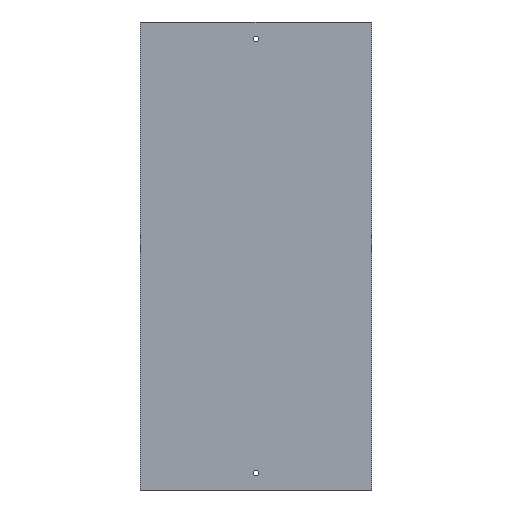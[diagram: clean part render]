
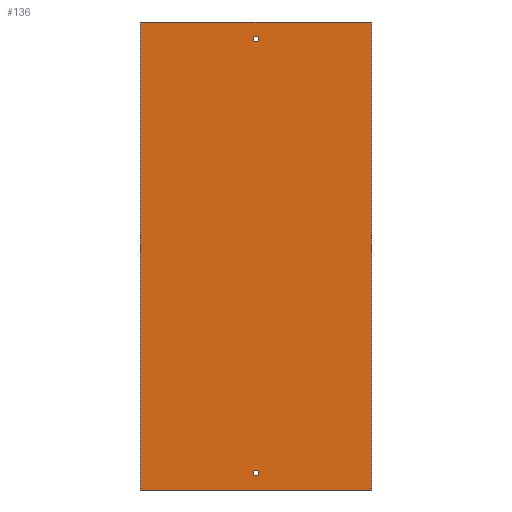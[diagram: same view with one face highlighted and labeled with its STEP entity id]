
A CAD part, front view. The second image highlights one B-rep face of the part: STEP entity #136.
In plain terms, the highlighted planar face has unit normal (0, -1, 0).
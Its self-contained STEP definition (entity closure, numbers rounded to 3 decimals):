
#2 = CARTESIAN_POINT ( 'NONE',  ( 0., 0., 17.5 ) ) ;
#3 = CARTESIAN_POINT ( 'NONE',  ( 0., 0., 397.5 ) ) ;
#7 = PLANE ( 'NONE',  #194 ) ;
#8 = CARTESIAN_POINT ( 'NONE',  ( -101., 0., 410. ) ) ;
#12 = CARTESIAN_POINT ( 'NONE',  ( 101., 0., 410. ) ) ;
#19 = CARTESIAN_POINT ( 'NONE',  ( 101., 0., 0. ) ) ;
#20 = CARTESIAN_POINT ( 'NONE',  ( -101., 0., 410. ) ) ;
#26 = CARTESIAN_POINT ( 'NONE',  ( -101., 0., 0. ) ) ;
#29 = DIRECTION ( 'NONE',  ( 0., 0., -1. ) ) ;
#30 = CARTESIAN_POINT ( 'NONE',  ( 101., 0., 410. ) ) ;
#35 = DIRECTION ( 'NONE',  ( 1., 0., 0. ) ) ;
#39 = DIRECTION ( 'NONE',  ( 1., 0., 0. ) ) ;
#40 = DIRECTION ( 'NONE',  ( 0., 0., 1. ) ) ;
#41 = DIRECTION ( 'NONE',  ( 0., 1., 0. ) ) ;
#42 = DIRECTION ( 'NONE',  ( 0., -1., 0. ) ) ;
#44 = CARTESIAN_POINT ( 'NONE',  ( 0., 0., 15. ) ) ;
#45 = DIRECTION ( 'NONE',  ( 0., 0., 1. ) ) ;
#46 = DIRECTION ( 'NONE',  ( 0., -1., 0. ) ) ;
#47 = CARTESIAN_POINT ( 'NONE',  ( 0., 0., 395. ) ) ;
#49 = CARTESIAN_POINT ( 'NONE',  ( -101., 0., 410. ) ) ;
#52 = CARTESIAN_POINT ( 'NONE',  ( -101., 0., 0. ) ) ;
#54 = DIRECTION ( 'NONE',  ( 0., 0., -1. ) ) ;
#55 = CARTESIAN_POINT ( 'NONE',  ( -101., 0., 410. ) ) ;
#126 = DIRECTION ( 'NONE',  ( 0., 0., 1. ) ) ;
#136 = ADVANCED_FACE ( 'NONE', ( #327, #357, #353 ), #7, .F. ) ;
#170 = AXIS2_PLACEMENT_3D ( 'NONE', #47, #46, #45 ) ;
#171 = AXIS2_PLACEMENT_3D ( 'NONE', #44, #42, #40 ) ;
#176 = EDGE_CURVE ( 'NONE', #424, #348, #208, .T. ) ;
#178 = EDGE_CURVE ( 'NONE', #257, #257, #219, .T. ) ;
#179 = EDGE_CURVE ( 'NONE', #258, #258, #222, .T. ) ;
#180 = EDGE_CURVE ( 'NONE', #348, #343, #272, .T. ) ;
#181 = EDGE_CURVE ( 'NONE', #424, #354, #221, .T. ) ;
#184 = EDGE_CURVE ( 'NONE', #354, #343, #263, .T. ) ;
#194 = AXIS2_PLACEMENT_3D ( 'NONE', #20, #41, #126 ) ;
#208 = LINE ( 'NONE', #55, #266 ) ;
#219 = CIRCLE ( 'NONE', #170, 2.5 ) ;
#221 = LINE ( 'NONE', #49, #274 ) ;
#222 = CIRCLE ( 'NONE', #171, 2.5 ) ;
#257 = VERTEX_POINT ( 'NONE', #3 ) ;
#258 = VERTEX_POINT ( 'NONE', #2 ) ;
#262 = VECTOR ( 'NONE', #29, 1000. ) ;
#263 = LINE ( 'NONE', #30, #262 ) ;
#266 = VECTOR ( 'NONE', #54, 1000. ) ;
#268 = VECTOR ( 'NONE', #39, 1000. ) ;
#272 = LINE ( 'NONE', #52, #268 ) ;
#274 = VECTOR ( 'NONE', #35, 1000. ) ;
#327 = FACE_BOUND ( 'NONE', #421, .T. ) ;
#343 = VERTEX_POINT ( 'NONE', #19 ) ;
#348 = VERTEX_POINT ( 'NONE', #26 ) ;
#353 = FACE_OUTER_BOUND ( 'NONE', #434, .T. ) ;
#354 = VERTEX_POINT ( 'NONE', #12 ) ;
#357 = FACE_BOUND ( 'NONE', #433, .T. ) ;
#387 = ORIENTED_EDGE ( 'NONE', *, *, #178, .F. ) ;
#388 = ORIENTED_EDGE ( 'NONE', *, *, #180, .T. ) ;
#389 = ORIENTED_EDGE ( 'NONE', *, *, #184, .F. ) ;
#390 = ORIENTED_EDGE ( 'NONE', *, *, #181, .F. ) ;
#392 = ORIENTED_EDGE ( 'NONE', *, *, #176, .T. ) ;
#395 = ORIENTED_EDGE ( 'NONE', *, *, #179, .F. ) ;
#421 = EDGE_LOOP ( 'NONE', ( #387 ) ) ;
#424 = VERTEX_POINT ( 'NONE', #8 ) ;
#433 = EDGE_LOOP ( 'NONE', ( #395 ) ) ;
#434 = EDGE_LOOP ( 'NONE', ( #388, #389, #390, #392 ) ) ;
